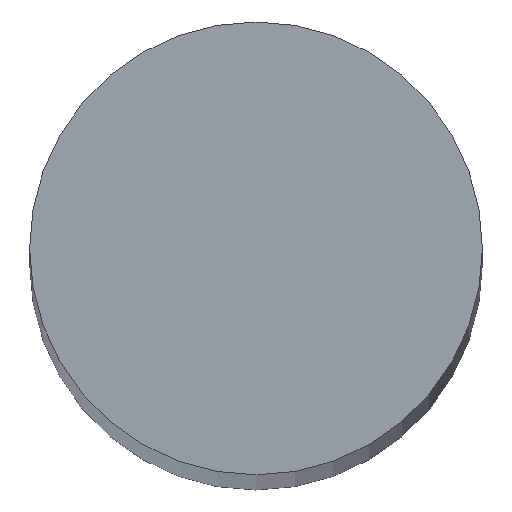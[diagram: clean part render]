
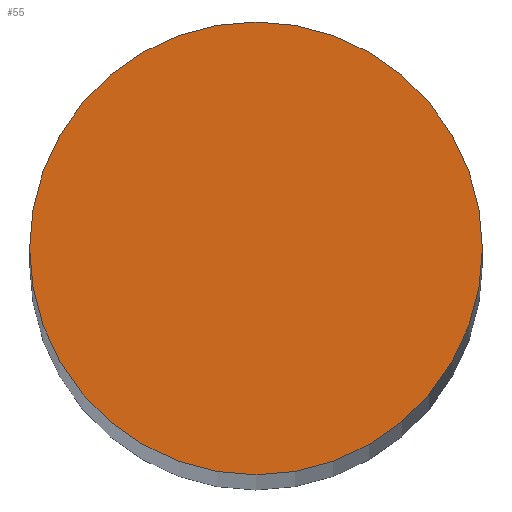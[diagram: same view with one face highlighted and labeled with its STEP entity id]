
A CAD part, top view. The second image highlights one B-rep face of the part: STEP entity #55.
In plain terms, the highlighted planar face has unit normal (0, 0, 1).
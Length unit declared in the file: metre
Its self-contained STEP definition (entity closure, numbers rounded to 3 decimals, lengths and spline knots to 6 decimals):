
#18=ORIENTED_EDGE('',*,*,#24,.T.);
#24=EDGE_CURVE('',#28,#28,#32,.T.);
#28=VERTEX_POINT('',#108);
#32=CIRCLE('',#75,0.004);
#38=EDGE_LOOP('',(#18));
#46=FACE_BOUND('',#38,.T.);
#51=PLANE('',#76);
#55=ADVANCED_FACE('',(#46),#51,.T.);
#75=AXIS2_PLACEMENT_3D('',#107,#90,#91);
#76=AXIS2_PLACEMENT_3D('',#109,#92,#93);
#90=DIRECTION('',(0.,0.,1.));
#91=DIRECTION('',(1.,0.,0.));
#92=DIRECTION('',(0.,0.,1.));
#93=DIRECTION('',(1.,0.,0.));
#107=CARTESIAN_POINT('',(-0.065516,0.13675,0.15));
#108=CARTESIAN_POINT('',(-0.061516,0.13675,0.15));
#109=CARTESIAN_POINT('',(-0.076211,0.13675,0.15));
